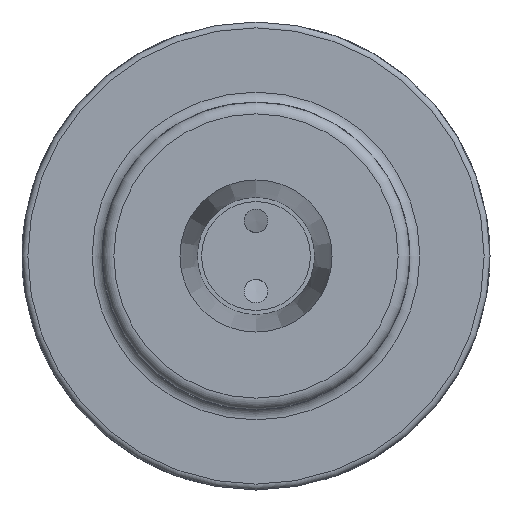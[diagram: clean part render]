
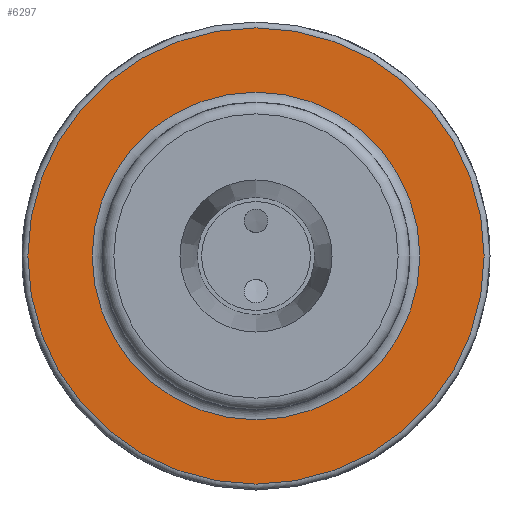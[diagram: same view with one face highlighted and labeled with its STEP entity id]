
A CAD part, left-side view. The second image highlights one B-rep face of the part: STEP entity #6297.
In plain terms, the highlighted planar face has unit normal (-1, 0, 0).
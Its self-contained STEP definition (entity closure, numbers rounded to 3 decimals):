
#5540=CARTESIAN_POINT('',(-20.0,0.0,14.));
#5541=VERTEX_POINT('',#5540);
#5542=CARTESIAN_POINT('',(-20.0,0.0,0.0));
#5543=DIRECTION('',(-1.0,0.0,0.0));
#5544=DIRECTION('',(0.0,0.0,1.0));
#5545=AXIS2_PLACEMENT_3D('',#5542,#5543,#5544);
#5546=CIRCLE('',#5545,14.);
#5547=EDGE_CURVE('',#5541,#5541,#5546,.T.);
#6278=CARTESIAN_POINT('',(-20.0,20.0,0.0));
#6279=DIRECTION('',(-1.0,0.0,0.0));
#6280=DIRECTION('',(0.0,0.0,1.0));
#6281=AXIS2_PLACEMENT_3D('',#6278,#6279,#6280);
#6282=PLANE('',#6281);
#6283=CARTESIAN_POINT('',(-20.0,19.5,0.));
#6284=VERTEX_POINT('',#6283);
#6285=CARTESIAN_POINT('',(-20.0,0.0,0.0));
#6286=DIRECTION('',(1.0,0.0,0.0));
#6287=DIRECTION('',(0.0,-1.0,0.0));
#6288=AXIS2_PLACEMENT_3D('',#6285,#6286,#6287);
#6289=CIRCLE('',#6288,19.5);
#6290=EDGE_CURVE('',#6284,#6284,#6289,.T.);
#6291=ORIENTED_EDGE('',*,*,#6290,.F.);
#6292=EDGE_LOOP('',(#6291));
#6293=FACE_OUTER_BOUND('',#6292,.T.);
#6294=ORIENTED_EDGE('',*,*,#5547,.F.);
#6295=EDGE_LOOP('',(#6294));
#6296=FACE_BOUND('',#6295,.T.);
#6297=ADVANCED_FACE('',(#6293,#6296),#6282,.T.);
